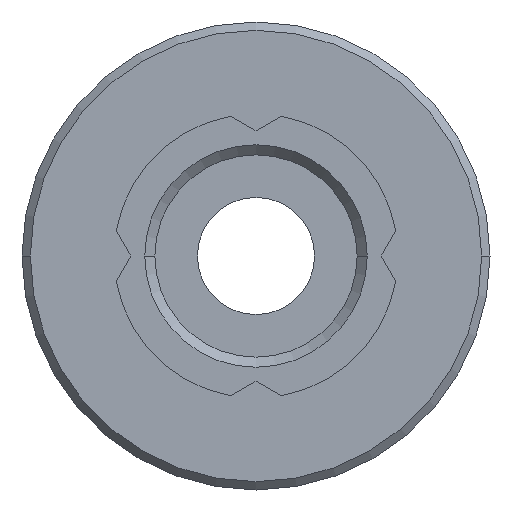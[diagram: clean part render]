
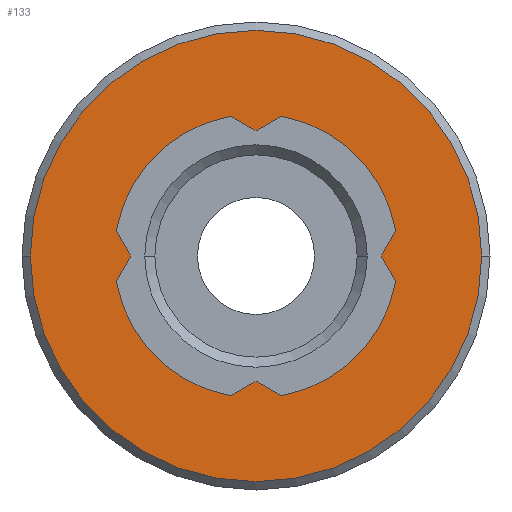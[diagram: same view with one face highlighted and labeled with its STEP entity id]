
A CAD part, front view. The second image highlights one B-rep face of the part: STEP entity #133.
In plain terms, the highlighted planar face has unit normal (0, -1, 0).
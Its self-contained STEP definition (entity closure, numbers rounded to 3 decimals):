
#133=ADVANCED_FACE('',(#335,#336),#337,.T.);
#335=FACE_BOUND('',#606,.T.);
#336=FACE_OUTER_BOUND('',#607,.T.);
#337=PLANE('',#608);
#606=EDGE_LOOP('',(#928,#929,#930,#931,#932,#933,#934,#935,#936,#937,#938,#939));
#607=EDGE_LOOP('',(#940,#941));
#608=AXIS2_PLACEMENT_3D('',#942,#943,#944);
#928=ORIENTED_EDGE('',*,*,#1600,.T.);
#929=ORIENTED_EDGE('',*,*,#1601,.T.);
#930=ORIENTED_EDGE('',*,*,#1602,.T.);
#931=ORIENTED_EDGE('',*,*,#1603,.T.);
#932=ORIENTED_EDGE('',*,*,#1604,.T.);
#933=ORIENTED_EDGE('',*,*,#1595,.T.);
#934=ORIENTED_EDGE('',*,*,#1605,.T.);
#935=ORIENTED_EDGE('',*,*,#1606,.T.);
#936=ORIENTED_EDGE('',*,*,#1607,.T.);
#937=ORIENTED_EDGE('',*,*,#1608,.T.);
#938=ORIENTED_EDGE('',*,*,#1609,.T.);
#939=ORIENTED_EDGE('',*,*,#1610,.T.);
#940=ORIENTED_EDGE('',*,*,#1611,.F.);
#941=ORIENTED_EDGE('',*,*,#1612,.F.);
#942=CARTESIAN_POINT('',(6.75,1.7,0.0));
#943=DIRECTION('',(0.,-1.0,0.0));
#944=DIRECTION('',(-1.0,0.,0.0));
#1595=EDGE_CURVE('',#1901,#1902,#1903,.T.);
#1600=EDGE_CURVE('',#1910,#1911,#1912,.T.);
#1601=EDGE_CURVE('',#1911,#1913,#1914,.T.);
#1602=EDGE_CURVE('',#1913,#1915,#1916,.T.);
#1603=EDGE_CURVE('',#1915,#1917,#1918,.T.);
#1604=EDGE_CURVE('',#1917,#1901,#1919,.T.);
#1605=EDGE_CURVE('',#1902,#1920,#1921,.T.);
#1606=EDGE_CURVE('',#1920,#1922,#1923,.T.);
#1607=EDGE_CURVE('',#1922,#1924,#1925,.T.);
#1608=EDGE_CURVE('',#1924,#1926,#1927,.T.);
#1609=EDGE_CURVE('',#1926,#1928,#1929,.T.);
#1610=EDGE_CURVE('',#1928,#1910,#1930,.T.);
#1611=EDGE_CURVE('',#1931,#1932,#1933,.T.);
#1612=EDGE_CURVE('',#1932,#1931,#1934,.T.);
#1901=VERTEX_POINT('',#2372);
#1902=VERTEX_POINT('',#2373);
#1903=CIRCLE('',#2374,8.5);
#1910=VERTEX_POINT('',#2383);
#1911=VERTEX_POINT('',#2384);
#1912=LINE('',#2385,#2386);
#1913=VERTEX_POINT('',#2387);
#1914=LINE('',#2388,#2389);
#1915=VERTEX_POINT('',#2390);
#1916=CIRCLE('',#2391,8.5);
#1917=VERTEX_POINT('',#2392);
#1918=LINE('',#2393,#2394);
#1919=LINE('',#2395,#2396);
#1920=VERTEX_POINT('',#2397);
#1921=LINE('',#2398,#2399);
#1922=VERTEX_POINT('',#2400);
#1923=LINE('',#2401,#2402);
#1924=VERTEX_POINT('',#2403);
#1925=CIRCLE('',#2404,8.5);
#1926=VERTEX_POINT('',#2405);
#1927=LINE('',#2406,#2407);
#1928=VERTEX_POINT('',#2408);
#1929=LINE('',#2409,#2410);
#1930=CIRCLE('',#2411,8.5);
#1931=VERTEX_POINT('',#2412);
#1932=VERTEX_POINT('',#2413);
#1933=CIRCLE('',#2414,13.5);
#1934=CIRCLE('',#2415,13.5);
#2372=CARTESIAN_POINT('',(8.366,1.7,-1.501));
#2373=CARTESIAN_POINT('',(1.501,1.7,-8.366));
#2374=AXIS2_PLACEMENT_3D('',#2996,#2997,#2998);
#2383=CARTESIAN_POINT('',(-1.501,1.7,8.366));
#2384=CARTESIAN_POINT('',(0.,1.7,7.5));
#2385=CARTESIAN_POINT('',(3.321,1.7,5.583));
#2386=VECTOR('',#3004,1.0);
#2387=CARTESIAN_POINT('',(1.501,1.7,8.366));
#2388=CARTESIAN_POINT('',(1.742,1.7,8.506));
#2389=VECTOR('',#3005,1.0);
#2390=CARTESIAN_POINT('',(8.366,1.7,1.501));
#2391=AXIS2_PLACEMENT_3D('',#3006,#3007,#3008);
#2392=CARTESIAN_POINT('',(7.5,1.7,0.));
#2393=CARTESIAN_POINT('',(7.888,1.7,0.672));
#2394=VECTOR('',#3009,1.0);
#2395=CARTESIAN_POINT('',(7.888,1.7,-0.672));
#2396=VECTOR('',#3010,1.0);
#2397=CARTESIAN_POINT('',(0.,1.7,-7.5));
#2398=CARTESIAN_POINT('',(1.742,1.7,-8.506));
#2399=VECTOR('',#3011,1.0);
#2400=CARTESIAN_POINT('',(-1.501,1.7,-8.366));
#2401=CARTESIAN_POINT('',(3.321,1.7,-5.583));
#2402=VECTOR('',#3012,1.0);
#2403=CARTESIAN_POINT('',(-8.366,1.7,-1.501));
#2404=AXIS2_PLACEMENT_3D('',#3013,#3014,#3015);
#2405=CARTESIAN_POINT('',(-7.5,1.7,0.));
#2406=CARTESIAN_POINT('',(-6.2,1.7,2.251));
#2407=VECTOR('',#3016,1.0);
#2408=CARTESIAN_POINT('',(-8.366,1.7,1.501));
#2409=CARTESIAN_POINT('',(-6.2,1.7,-2.251));
#2410=VECTOR('',#3017,1.0);
#2411=AXIS2_PLACEMENT_3D('',#3018,#3019,#3020);
#2412=CARTESIAN_POINT('',(13.5,1.7,0.0));
#2413=CARTESIAN_POINT('',(-13.5,1.7,0.));
#2414=AXIS2_PLACEMENT_3D('',#3021,#3022,#3023);
#2415=AXIS2_PLACEMENT_3D('',#3024,#3025,#3026);
#2996=CARTESIAN_POINT('',(0.0,1.7,0.0));
#2997=DIRECTION('',(0.,1.0,0.0));
#2998=DIRECTION('',(1.0,0.,0.0));
#3004=DIRECTION('',(0.866,0.,-0.5));
#3005=DIRECTION('',(0.866,0.,0.5));
#3006=CARTESIAN_POINT('',(0.0,1.7,0.0));
#3007=DIRECTION('',(0.,1.0,0.0));
#3008=DIRECTION('',(1.0,0.,0.0));
#3009=DIRECTION('',(-0.5,0.,-0.866));
#3010=DIRECTION('',(0.5,0.,-0.866));
#3011=DIRECTION('',(-0.866,0.,0.5));
#3012=DIRECTION('',(-0.866,0.,-0.5));
#3013=CARTESIAN_POINT('',(0.0,1.7,0.0));
#3014=DIRECTION('',(0.,1.0,0.0));
#3015=DIRECTION('',(1.0,0.,0.0));
#3016=DIRECTION('',(0.5,0.,0.866));
#3017=DIRECTION('',(-0.5,0.,0.866));
#3018=CARTESIAN_POINT('',(0.0,1.7,0.0));
#3019=DIRECTION('',(0.,1.0,0.0));
#3020=DIRECTION('',(1.0,0.,0.0));
#3021=CARTESIAN_POINT('',(0.0,1.7,0.0));
#3022=DIRECTION('',(-0.0,1.0,0.0));
#3023=DIRECTION('',(1.0,0.0,0.0));
#3024=CARTESIAN_POINT('',(0.0,1.7,0.0));
#3025=DIRECTION('',(-0.0,1.0,0.0));
#3026=DIRECTION('',(1.0,0.0,0.0));
